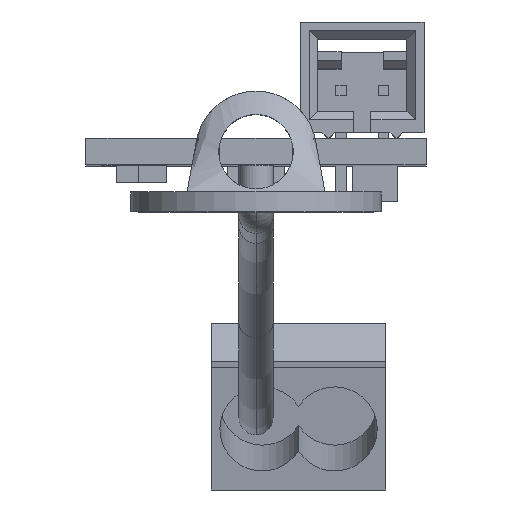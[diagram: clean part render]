
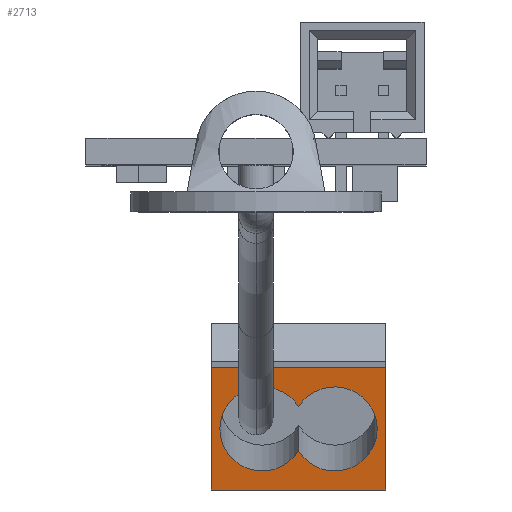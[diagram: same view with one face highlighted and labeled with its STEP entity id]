
A CAD part, top view. The second image highlights one B-rep face of the part: STEP entity #2713.
In plain terms, the highlighted face is planar.
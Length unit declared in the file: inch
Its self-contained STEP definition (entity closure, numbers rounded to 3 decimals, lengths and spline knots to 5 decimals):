
#725 = VERTEX_POINT ( 'NONE', #3959 ) ;
#728 = VERTEX_POINT ( 'NONE', #3960 ) ;
#777 = VERTEX_POINT ( 'NONE', #3883 ) ;
#951 = VERTEX_POINT ( 'NONE', #3717 ) ;
#953 = VERTEX_POINT ( 'NONE', #3719 ) ;
#954 = VERTEX_POINT ( 'NONE', #3720 ) ;
#955 = VERTEX_POINT ( 'NONE', #3722 ) ;
#1301 = EDGE_CURVE ( 'NONE', #777, #728, #3350, .T. ) ;
#1302 = EDGE_CURVE ( 'NONE', #777, #955, #3352, .T. ) ;
#1392 = EDGE_CURVE ( 'NONE', #955, #951, #4320, .T. ) ;
#1393 = EDGE_CURVE ( 'NONE', #953, #725, #6157, .T. ) ;
#1400 = EDGE_CURVE ( 'NONE', #728, #951, #4324, .T. ) ;
#1406 = EDGE_CURVE ( 'NONE', #954, #953, #6175, .T. ) ;
#1408 = EDGE_CURVE ( 'NONE', #725, #954, #6178, .T. ) ;
#1800 = EDGE_LOOP ( 'NONE', ( #2394, #2354, #2398 ) ) ;
#1801 = EDGE_LOOP ( 'NONE', ( #2373, #2283, #2213, #2378 ) ) ;
#2108 = AXIS2_PLACEMENT_3D ( 'NONE', #5414, #5980, #5684 ) ;
#2213 = ORIENTED_EDGE ( 'NONE', *, *, #1302, .F. ) ;
#2283 = ORIENTED_EDGE ( 'NONE', *, *, #1392, .F. ) ;
#2354 = ORIENTED_EDGE ( 'NONE', *, *, #1406, .F. ) ;
#2373 = ORIENTED_EDGE ( 'NONE', *, *, #1400, .T. ) ;
#2378 = ORIENTED_EDGE ( 'NONE', *, *, #1301, .T. ) ;
#2394 = ORIENTED_EDGE ( 'NONE', *, *, #1393, .F. ) ;
#2398 = ORIENTED_EDGE ( 'NONE', *, *, #1408, .F. ) ;
#2713 = ADVANCED_FACE ( 'NONE', ( #4580, #4581 ), #5607, .F. ) ;
#3350 = LINE ( 'NONE', #3755, #6297 ) ;
#3352 = LINE ( 'NONE', #3763, #6299 ) ;
#3413 = CARTESIAN_POINT ( 'NONE',  ( -0.205, 0., 0. ) ) ;
#3414 = DIRECTION ( 'NONE',  ( 0., -1., 0. ) ) ;
#3425 = DIRECTION ( 'NONE',  ( 0., 0., 1. ) ) ;
#3426 = CARTESIAN_POINT ( 'NONE',  ( 0.085, 0.14518, 0. ) ) ;
#3427 = DIRECTION ( 'NONE',  ( -1., 0., 0. ) ) ;
#3430 = CARTESIAN_POINT ( 'NONE',  ( 0.085, 0.14518, 0. ) ) ;
#3431 = DIRECTION ( 'NONE',  ( -1., 0., 0. ) ) ;
#3432 = DIRECTION ( 'NONE',  ( 0., 0., 1. ) ) ;
#3447 = CARTESIAN_POINT ( 'NONE',  ( 0.205, 0., 0. ) ) ;
#3486 = DIRECTION ( 'NONE',  ( -1., 0., 0. ) ) ;
#3487 = CARTESIAN_POINT ( 'NONE',  ( -0.085, 0.14518, 0. ) ) ;
#3488 = DIRECTION ( 'NONE',  ( 1., 0., 0. ) ) ;
#3489 = DIRECTION ( 'NONE',  ( 0., 0., 1. ) ) ;
#3717 = CARTESIAN_POINT ( 'NONE',  ( -0.205, 0., 0. ) ) ;
#3719 = CARTESIAN_POINT ( 'NONE',  ( 0., 0.19786, 0. ) ) ;
#3720 = CARTESIAN_POINT ( 'NONE',  ( 0.185, 0.14518, 0. ) ) ;
#3722 = CARTESIAN_POINT ( 'NONE',  ( 0.205, 0., 0. ) ) ;
#3755 = CARTESIAN_POINT ( 'NONE',  ( 0.205, 0.29036, 0. ) ) ;
#3756 = DIRECTION ( 'NONE',  ( -1., 0., 0. ) ) ;
#3763 = CARTESIAN_POINT ( 'NONE',  ( 0.205, 0., 0. ) ) ;
#3764 = DIRECTION ( 'NONE',  ( 0., -1., 0. ) ) ;
#3883 = CARTESIAN_POINT ( 'NONE',  ( 0.205, 0.29036, 0. ) ) ;
#3959 = CARTESIAN_POINT ( 'NONE',  ( 0., 0.0925, 0. ) ) ;
#3960 = CARTESIAN_POINT ( 'NONE',  ( -0.205, 0.29036, 0. ) ) ;
#4320 = LINE ( 'NONE', #3447, #6158 ) ;
#4324 = LINE ( 'NONE', #3413, #6169 ) ;
#4580 = FACE_BOUND ( 'NONE', #1800, .T. ) ;
#4581 = FACE_OUTER_BOUND ( 'NONE', #1801, .T. ) ;
#5414 = CARTESIAN_POINT ( 'NONE',  ( 0.205, 0., 0. ) ) ;
#5607 = PLANE ( 'NONE',  #2108 ) ;
#5684 = DIRECTION ( 'NONE',  ( -1., 0., 0. ) ) ;
#5980 = DIRECTION ( 'NONE',  ( 0., 0., -1. ) ) ;
#6157 = CIRCLE ( 'NONE', #6159, 0.1 ) ;
#6158 = VECTOR ( 'NONE', #3486, 39.37008 ) ;
#6159 = AXIS2_PLACEMENT_3D ( 'NONE', #3487, #3489, #3488 ) ;
#6169 = VECTOR ( 'NONE', #3414, 39.37008 ) ;
#6175 = CIRCLE ( 'NONE', #6177, 0.1 ) ;
#6177 = AXIS2_PLACEMENT_3D ( 'NONE', #3426, #3425, #3427 ) ;
#6178 = CIRCLE ( 'NONE', #6181, 0.1 ) ;
#6181 = AXIS2_PLACEMENT_3D ( 'NONE', #3430, #3432, #3431 ) ;
#6297 = VECTOR ( 'NONE', #3756, 39.37008 ) ;
#6299 = VECTOR ( 'NONE', #3764, 39.37008 ) ;
